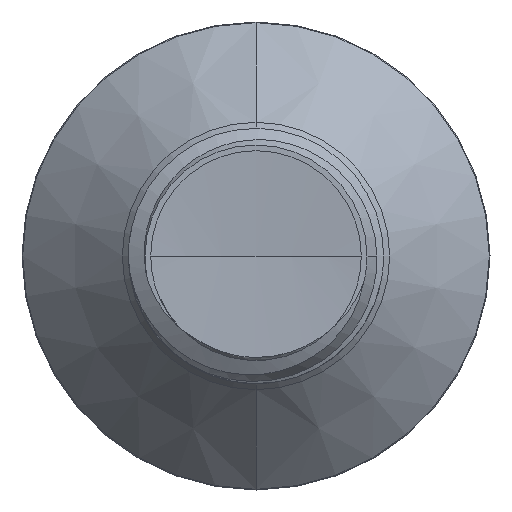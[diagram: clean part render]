
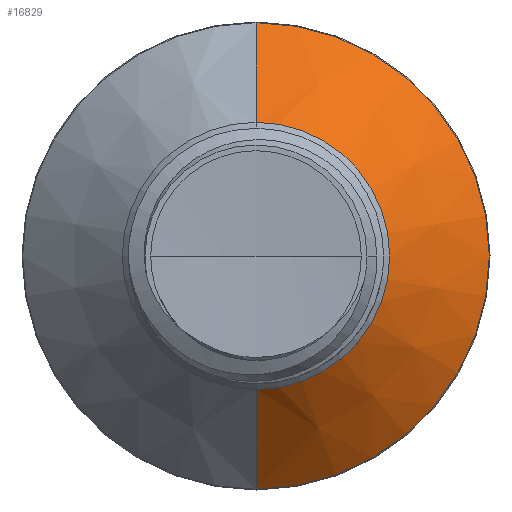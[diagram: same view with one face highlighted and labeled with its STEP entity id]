
A CAD part, front view. The second image highlights one B-rep face of the part: STEP entity #16829.
In plain terms, the highlighted conical face has half-angle 45 degrees and reference radius 3.141 mm.
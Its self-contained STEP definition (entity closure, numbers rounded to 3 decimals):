
#683 = DIRECTION ( 'NONE',  ( 0., 1., 0. ) ) ;
#761 = VERTEX_POINT ( 'NONE', #9048 ) ;
#1652 = EDGE_CURVE ( 'NONE', #3563, #2294, #6070, .T. ) ;
#2294 = VERTEX_POINT ( 'NONE', #2560 ) ;
#2560 = CARTESIAN_POINT ( 'NONE',  ( 0., 8.31, 5.483 ) ) ;
#2673 = EDGE_CURVE ( 'NONE', #2294, #17227, #6765, .T. ) ;
#2721 = CONICAL_SURFACE ( 'NONE', #14557, 3.141, 0.785 ) ;
#2815 = LINE ( 'NONE', #14731, #13665 ) ;
#3175 = FACE_OUTER_BOUND ( 'NONE', #4693, .T. ) ;
#3563 = VERTEX_POINT ( 'NONE', #12225 ) ;
#4693 = EDGE_LOOP ( 'NONE', ( #4748, #15527, #5224, #9076 ) ) ;
#4748 = ORIENTED_EDGE ( 'NONE', *, *, #8600, .T. ) ;
#5123 = DIRECTION ( 'NONE',  ( 0., 0., 1. ) ) ;
#5224 = ORIENTED_EDGE ( 'NONE', *, *, #2673, .F. ) ;
#5622 = VECTOR ( 'NONE', #6056, 1000. ) ;
#6056 = DIRECTION ( 'NONE',  ( 0., 0.707, 0.707 ) ) ;
#6070 = LINE ( 'NONE', #6135, #5622 ) ;
#6135 = CARTESIAN_POINT ( 'NONE',  ( 0., 5.969, 3.141 ) ) ;
#6765 = CIRCLE ( 'NONE', #17024, 5.483 ) ;
#7604 = EDGE_CURVE ( 'NONE', #761, #17227, #2815, .T. ) ;
#8600 = EDGE_CURVE ( 'NONE', #3563, #761, #16433, .T. ) ;
#9048 = CARTESIAN_POINT ( 'NONE',  ( 0., 5.969, -3.141 ) ) ;
#9076 = ORIENTED_EDGE ( 'NONE', *, *, #1652, .F. ) ;
#10970 = CARTESIAN_POINT ( 'NONE',  ( 0., 5.969, 0. ) ) ;
#11826 = DIRECTION ( 'NONE',  ( 0., 0., 1. ) ) ;
#11862 = DIRECTION ( 'NONE',  ( 0., 1., 0. ) ) ;
#11868 = CARTESIAN_POINT ( 'NONE',  ( 0., 5.969, 0. ) ) ;
#12105 = CARTESIAN_POINT ( 'NONE',  ( 0., 8.31, -5.483 ) ) ;
#12225 = CARTESIAN_POINT ( 'NONE',  ( 0., 5.969, 3.141 ) ) ;
#12252 = AXIS2_PLACEMENT_3D ( 'NONE', #11868, #11862, #11826 ) ;
#13665 = VECTOR ( 'NONE', #14709, 1000. ) ;
#14557 = AXIS2_PLACEMENT_3D ( 'NONE', #10970, #683, #5123 ) ;
#14709 = DIRECTION ( 'NONE',  ( 0., 0.707, -0.707 ) ) ;
#14731 = CARTESIAN_POINT ( 'NONE',  ( 0., 5.969, -3.141 ) ) ;
#15527 = ORIENTED_EDGE ( 'NONE', *, *, #7604, .T. ) ;
#15657 = DIRECTION ( 'NONE',  ( 0., 0., 1. ) ) ;
#15707 = DIRECTION ( 'NONE',  ( 0., 1., 0. ) ) ;
#15751 = CARTESIAN_POINT ( 'NONE',  ( 0., 8.31, 0. ) ) ;
#16433 = CIRCLE ( 'NONE', #12252, 3.141 ) ;
#16829 = ADVANCED_FACE ( 'NONE', ( #3175 ), #2721, .T. ) ;
#17024 = AXIS2_PLACEMENT_3D ( 'NONE', #15751, #15707, #15657 ) ;
#17227 = VERTEX_POINT ( 'NONE', #12105 ) ;
